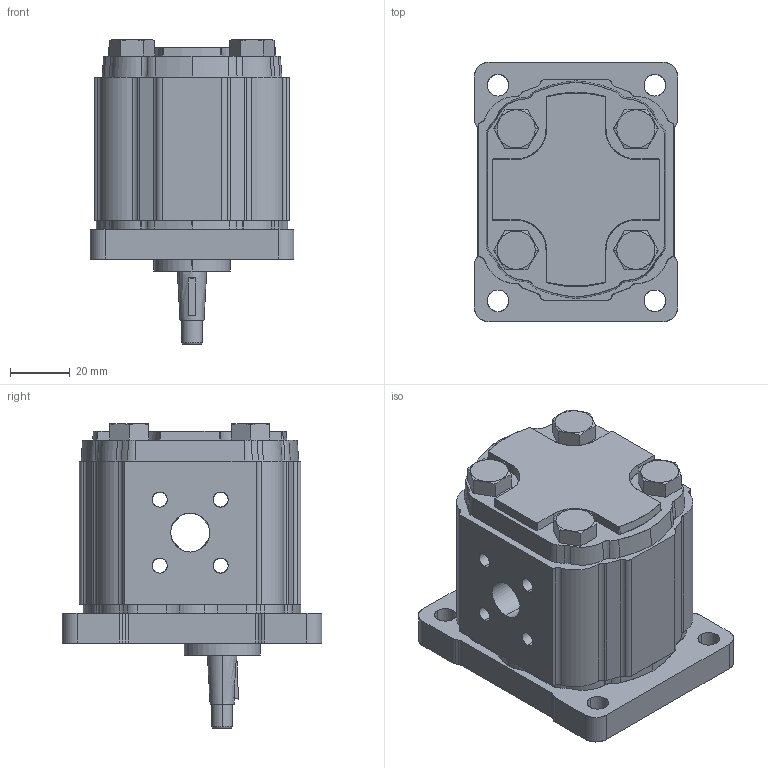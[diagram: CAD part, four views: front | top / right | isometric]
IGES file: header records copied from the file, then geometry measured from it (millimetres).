
Start section: SolidWorks IGES file using analytic representation for surfaces
Global section: file name: OT100 P40 D-B 18 P1.igs; native system: SolidWorks 2014; preprocessor: SolidWorks 2014; author: serviziopdm; date: 150219.115337; units: millimetre
Bounding box: 68 x 86.7 x 101.8 mm (x, y, z)
Surface area: 42149.1 mm2 (no closed solid volume)
Topology: 0 solids, 0 shells, 336 faces, 4926 edges, 4926 vertices
Faces by surface type: revolution 239, bspline 97
